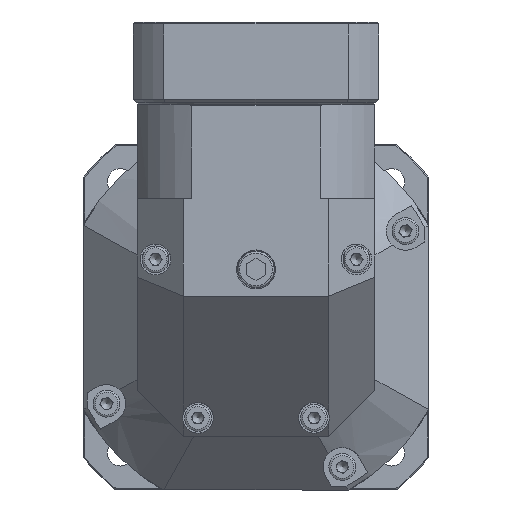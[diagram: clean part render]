
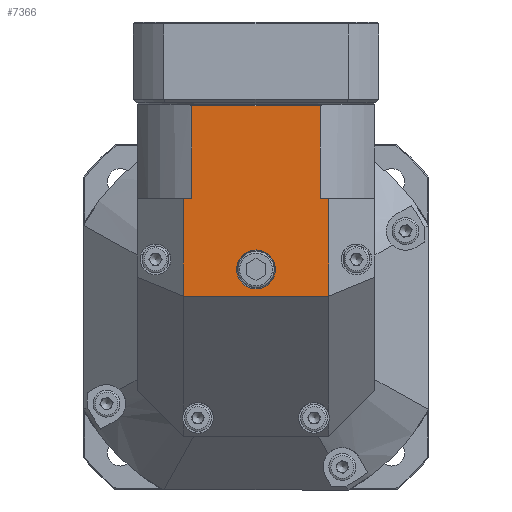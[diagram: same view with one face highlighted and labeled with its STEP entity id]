
A CAD part, front view. The second image highlights one B-rep face of the part: STEP entity #7366.
In plain terms, the highlighted planar face has unit normal (0, -1, 0).
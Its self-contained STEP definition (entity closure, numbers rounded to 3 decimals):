
#5293=CARTESIAN_POINT('',(0.0,-31.0,7.424));
#5294=VERTEX_POINT('',#5293);
#5295=CARTESIAN_POINT('',(0.0,-31.0,12.5));
#5296=DIRECTION('',(0.0,-1.0,0.0));
#5297=DIRECTION('',(0.0,0.0,-1.0));
#5298=AXIS2_PLACEMENT_3D('',#5295,#5296,#5297);
#5299=CIRCLE('',#5298,5.076);
#5300=EDGE_CURVE('',#5294,#5294,#5299,.T.);
#7292=CARTESIAN_POINT('',(-31.0,-31.0,55.5));
#7293=DIRECTION('',(0.0,-1.0,0.0));
#7294=DIRECTION('',(0.0,0.0,-1.0));
#7295=AXIS2_PLACEMENT_3D('',#7292,#7293,#7294);
#7296=PLANE('',#7295);
#7297=CARTESIAN_POINT('',(19.,-31.,5.5));
#7298=VERTEX_POINT('',#7297);
#7299=CARTESIAN_POINT('',(19.,-31.0,31.));
#7300=VERTEX_POINT('',#7299);
#7301=CARTESIAN_POINT('',(19.,-31.0,5.5));
#7302=DIRECTION('',(0.0,0.0,1.0));
#7303=VECTOR('',#7302,25.5);
#7304=LINE('',#7301,#7303);
#7305=EDGE_CURVE('',#7298,#7300,#7304,.T.);
#7306=ORIENTED_EDGE('',*,*,#7305,.T.);
#7307=CARTESIAN_POINT('',(16.78,-31.0,31.));
#7308=VERTEX_POINT('',#7307);
#7309=CARTESIAN_POINT('',(19.,-31.0,31.));
#7310=DIRECTION('',(-1.0,0.0,0.0));
#7311=VECTOR('',#7310,2.22);
#7312=LINE('',#7309,#7311);
#7313=EDGE_CURVE('',#7300,#7308,#7312,.T.);
#7314=ORIENTED_EDGE('',*,*,#7313,.T.);
#7315=CARTESIAN_POINT('',(16.78,-31.0,55.2));
#7316=VERTEX_POINT('',#7315);
#7317=CARTESIAN_POINT('',(16.78,-31.0,31.));
#7318=DIRECTION('',(0.0,0.0,1.0));
#7319=VECTOR('',#7318,24.2);
#7320=LINE('',#7317,#7319);
#7321=EDGE_CURVE('',#7308,#7316,#7320,.T.);
#7322=ORIENTED_EDGE('',*,*,#7321,.T.);
#7323=CARTESIAN_POINT('',(-16.78,-31.0,55.2));
#7324=VERTEX_POINT('',#7323);
#7325=CARTESIAN_POINT('',(16.78,-31.0,55.2));
#7326=DIRECTION('',(-1.0,0.0,0.0));
#7327=VECTOR('',#7326,33.56);
#7328=LINE('',#7325,#7327);
#7329=EDGE_CURVE('',#7316,#7324,#7328,.T.);
#7330=ORIENTED_EDGE('',*,*,#7329,.T.);
#7331=CARTESIAN_POINT('',(-16.78,-31.0,31.));
#7332=VERTEX_POINT('',#7331);
#7333=CARTESIAN_POINT('',(-16.78,-31.0,55.2));
#7334=DIRECTION('',(0.0,0.0,-1.0));
#7335=VECTOR('',#7334,24.2);
#7336=LINE('',#7333,#7335);
#7337=EDGE_CURVE('',#7324,#7332,#7336,.T.);
#7338=ORIENTED_EDGE('',*,*,#7337,.T.);
#7339=CARTESIAN_POINT('',(-19.,-31.0,31.));
#7340=VERTEX_POINT('',#7339);
#7341=CARTESIAN_POINT('',(-16.78,-31.0,31.));
#7342=DIRECTION('',(-1.0,0.0,0.0));
#7343=VECTOR('',#7342,2.22);
#7344=LINE('',#7341,#7343);
#7345=EDGE_CURVE('',#7332,#7340,#7344,.T.);
#7346=ORIENTED_EDGE('',*,*,#7345,.T.);
#7347=CARTESIAN_POINT('',(-19.,-31.,5.5));
#7348=VERTEX_POINT('',#7347);
#7349=CARTESIAN_POINT('',(-19.,-31.0,31.));
#7350=DIRECTION('',(0.0,0.0,-1.0));
#7351=VECTOR('',#7350,25.5);
#7352=LINE('',#7349,#7351);
#7353=EDGE_CURVE('',#7340,#7348,#7352,.T.);
#7354=ORIENTED_EDGE('',*,*,#7353,.T.);
#7355=CARTESIAN_POINT('',(19.,-31.,5.5));
#7356=DIRECTION('',(-1.0,0.0,0.0));
#7357=VECTOR('',#7356,38.);
#7358=LINE('',#7355,#7357);
#7359=EDGE_CURVE('',#7298,#7348,#7358,.T.);
#7360=ORIENTED_EDGE('',*,*,#7359,.F.);
#7361=EDGE_LOOP('',(#7306,#7314,#7322,#7330,#7338,#7346,#7354,#7360));
#7362=FACE_OUTER_BOUND('',#7361,.T.);
#7363=ORIENTED_EDGE('',*,*,#5300,.F.);
#7364=EDGE_LOOP('',(#7363));
#7365=FACE_BOUND('',#7364,.T.);
#7366=ADVANCED_FACE('',(#7362,#7365),#7296,.T.);
